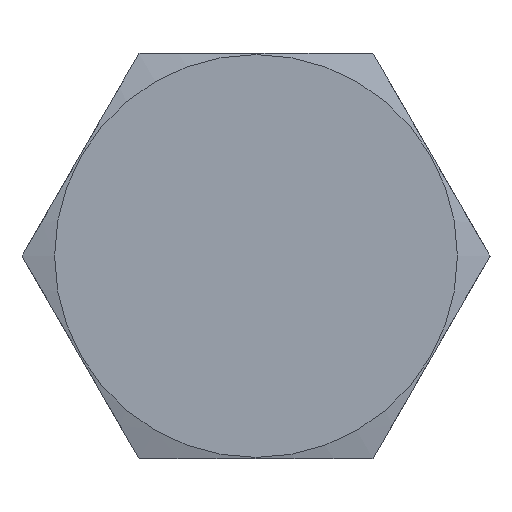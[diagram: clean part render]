
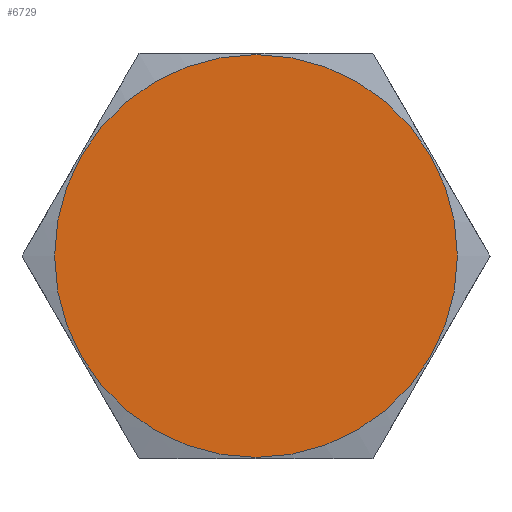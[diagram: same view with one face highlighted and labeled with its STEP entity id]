
A CAD part, left-side view. The second image highlights one B-rep face of the part: STEP entity #6729.
In plain terms, the highlighted planar face has unit normal (-1, 0, 0).
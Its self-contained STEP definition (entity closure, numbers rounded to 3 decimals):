
#1348 = ORIENTED_EDGE ( 'NONE', *, *, #17980, .T. ) ;
#1480 = EDGE_LOOP ( 'NONE', ( #1348 ) ) ;
#4064 = DIRECTION ( 'NONE',  ( 1., 0., 0. ) ) ;
#4683 = VERTEX_POINT ( 'NONE', #8244 ) ;
#6442 = DIRECTION ( 'NONE',  ( -1., 0., 0. ) ) ;
#6729 = ADVANCED_FACE ( 'NONE', ( #6883 ), #13981, .F. ) ;
#6883 = FACE_OUTER_BOUND ( 'NONE', #1480, .T. ) ;
#7283 = AXIS2_PLACEMENT_3D ( 'NONE', #11153, #4064, #8062 ) ;
#8062 = DIRECTION ( 'NONE',  ( 0., 0., -1. ) ) ;
#8109 = CIRCLE ( 'NONE', #8976, 32.3 ) ;
#8244 = CARTESIAN_POINT ( 'NONE',  ( 0., 0., 32.3 ) ) ;
#8976 = AXIS2_PLACEMENT_3D ( 'NONE', #12328, #6442, #17887 ) ;
#11153 = CARTESIAN_POINT ( 'NONE',  ( 0., 40., 0. ) ) ;
#12328 = CARTESIAN_POINT ( 'NONE',  ( 0., 0., 0. ) ) ;
#13981 = PLANE ( 'NONE',  #7283 ) ;
#17887 = DIRECTION ( 'NONE',  ( 0., 0., 1. ) ) ;
#17980 = EDGE_CURVE ( 'NONE', #4683, #4683, #8109, .T. ) ;
